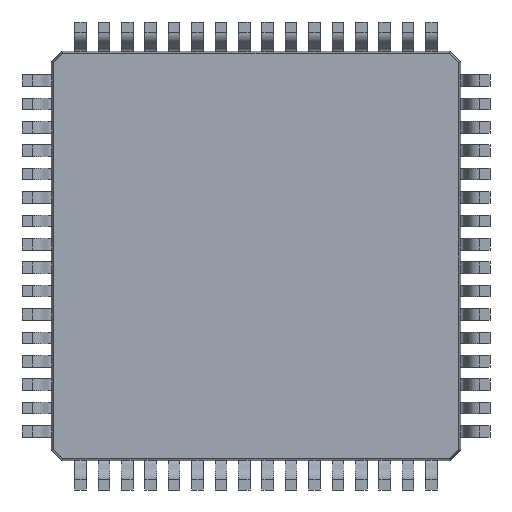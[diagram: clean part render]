
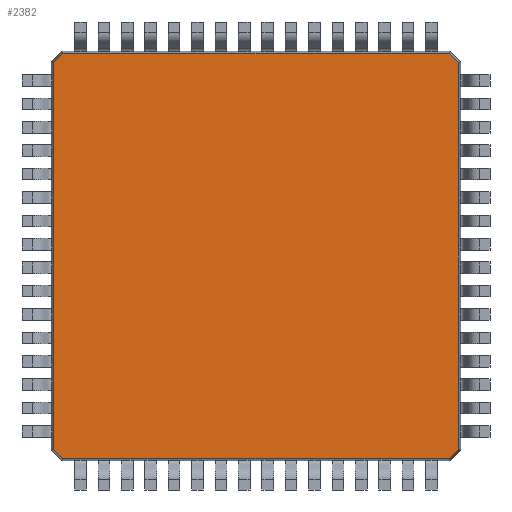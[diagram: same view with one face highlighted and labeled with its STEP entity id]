
A CAD part, front view. The second image highlights one B-rep face of the part: STEP entity #2382.
In plain terms, the highlighted planar face has unit normal (0, -1, 0).
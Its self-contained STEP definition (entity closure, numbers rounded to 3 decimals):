
#2327 = EDGE_CURVE ( 'NONE', #4283, #4468, #24660, .T. ) ;
#2335 = EDGE_CURVE ( 'NONE', #18698, #12150, #24642, .T. ) ;
#2382 = ADVANCED_FACE ( 'NONE', ( #24807 ), #24805, .T. ) ;
#2383 = EDGE_LOOP ( 'NONE', ( #2384, #2385, #2386, #2387, #2388, #2389, #2390, #2391 ) ) ;
#2384 = ORIENTED_EDGE ( 'NONE', *, *, #4282, .F. ) ;
#2385 = ORIENTED_EDGE ( 'NONE', *, *, #12095, .F. ) ;
#2386 = ORIENTED_EDGE ( 'NONE', *, *, #12152, .F. ) ;
#2387 = ORIENTED_EDGE ( 'NONE', *, *, #2335, .F. ) ;
#2388 = ORIENTED_EDGE ( 'NONE', *, *, #18697, .F. ) ;
#2389 = ORIENTED_EDGE ( 'NONE', *, *, #2396, .F. ) ;
#2390 = ORIENTED_EDGE ( 'NONE', *, *, #4470, .F. ) ;
#2391 = ORIENTED_EDGE ( 'NONE', *, *, #2327, .F. ) ;
#2396 = EDGE_CURVE ( 'NONE', #4471, #18724, #24797, .T. ) ;
#4280 = VERTEX_POINT ( 'NONE', #30116 ) ;
#4282 = EDGE_CURVE ( 'NONE', #4280, #4283, #30115, .T. ) ;
#4283 = VERTEX_POINT ( 'NONE', #30111 ) ;
#4468 = VERTEX_POINT ( 'NONE', #30426 ) ;
#4470 = EDGE_CURVE ( 'NONE', #4468, #4471, #30425, .T. ) ;
#4471 = VERTEX_POINT ( 'NONE', #30421 ) ;
#12093 = VERTEX_POINT ( 'NONE', #31164 ) ;
#12095 = EDGE_CURVE ( 'NONE', #12093, #4280, #31163, .T. ) ;
#12150 = VERTEX_POINT ( 'NONE', #31207 ) ;
#12152 = EDGE_CURVE ( 'NONE', #12150, #12093, #31206, .T. ) ;
#18697 = EDGE_CURVE ( 'NONE', #18724, #18698, #20102, .T. ) ;
#18698 = VERTEX_POINT ( 'NONE', #20098 ) ;
#18724 = VERTEX_POINT ( 'NONE', #20183 ) ;
#20098 = CARTESIAN_POINT ( 'NONE',  ( 6.912, 0.2, -6.603 ) ) ;
#20099 = DIRECTION ( 'NONE',  ( 0., 0., -1. ) ) ;
#20100 = VECTOR ( 'NONE', #20099, 1000. ) ;
#20101 = CARTESIAN_POINT ( 'NONE',  ( 6.912, 0.2, 6.64 ) ) ;
#20102 = LINE ( 'NONE', #20101, #20100 ) ;
#20183 = CARTESIAN_POINT ( 'NONE',  ( 6.912, 0.2, 6.603 ) ) ;
#24639 = DIRECTION ( 'NONE',  ( -0.707, 0., -0.707 ) ) ;
#24640 = VECTOR ( 'NONE', #24639, 1000. ) ;
#24641 = CARTESIAN_POINT ( 'NONE',  ( 6.578, 0.2, -6.938 ) ) ;
#24642 = LINE ( 'NONE', #24641, #24640 ) ;
#24657 = DIRECTION ( 'NONE',  ( 0.707, 0., 0.707 ) ) ;
#24658 = VECTOR ( 'NONE', #24657, 1000. ) ;
#24659 = CARTESIAN_POINT ( 'NONE',  ( -6.938, 0.2, 6.578 ) ) ;
#24660 = LINE ( 'NONE', #24659, #24658 ) ;
#24794 = DIRECTION ( 'NONE',  ( 0.707, 0., -0.707 ) ) ;
#24795 = VECTOR ( 'NONE', #24794, 1000. ) ;
#24796 = CARTESIAN_POINT ( 'NONE',  ( 6.578, 0.2, 6.938 ) ) ;
#24797 = LINE ( 'NONE', #24796, #24795 ) ;
#24801 = DIRECTION ( 'NONE',  ( 0., 0., -1. ) ) ;
#24802 = DIRECTION ( 'NONE',  ( 0., -1., 0. ) ) ;
#24803 = CARTESIAN_POINT ( 'NONE',  ( -7., 0.2, -7. ) ) ;
#24804 = AXIS2_PLACEMENT_3D ( 'NONE', #24803, #24802, #24801 ) ;
#24805 = PLANE ( 'NONE',  #24804 ) ;
#24807 = FACE_OUTER_BOUND ( 'NONE', #2383, .T. ) ;
#30111 = CARTESIAN_POINT ( 'NONE',  ( -6.912, 0.2, 6.603 ) ) ;
#30112 = DIRECTION ( 'NONE',  ( 0., 0., 1. ) ) ;
#30113 = VECTOR ( 'NONE', #30112, 1000. ) ;
#30114 = CARTESIAN_POINT ( 'NONE',  ( -6.912, 0.2, 6.64 ) ) ;
#30115 = LINE ( 'NONE', #30114, #30113 ) ;
#30116 = CARTESIAN_POINT ( 'NONE',  ( -6.912, 0.2, -6.603 ) ) ;
#30421 = CARTESIAN_POINT ( 'NONE',  ( 6.603, 0.2, 6.912 ) ) ;
#30422 = DIRECTION ( 'NONE',  ( 1., 0., 0. ) ) ;
#30423 = VECTOR ( 'NONE', #30422, 1000. ) ;
#30424 = CARTESIAN_POINT ( 'NONE',  ( -6.64, 0.2, 6.912 ) ) ;
#30425 = LINE ( 'NONE', #30424, #30423 ) ;
#30426 = CARTESIAN_POINT ( 'NONE',  ( -6.603, 0.2, 6.912 ) ) ;
#31160 = DIRECTION ( 'NONE',  ( -0.707, 0., 0.707 ) ) ;
#31161 = VECTOR ( 'NONE', #31160, 1000. ) ;
#31162 = CARTESIAN_POINT ( 'NONE',  ( -6.938, 0.2, -6.578 ) ) ;
#31163 = LINE ( 'NONE', #31162, #31161 ) ;
#31164 = CARTESIAN_POINT ( 'NONE',  ( -6.603, 0.2, -6.912 ) ) ;
#31203 = DIRECTION ( 'NONE',  ( -1., 0., 0. ) ) ;
#31204 = VECTOR ( 'NONE', #31203, 1000. ) ;
#31205 = CARTESIAN_POINT ( 'NONE',  ( -6.64, 0.2, -6.912 ) ) ;
#31206 = LINE ( 'NONE', #31205, #31204 ) ;
#31207 = CARTESIAN_POINT ( 'NONE',  ( 6.603, 0.2, -6.912 ) ) ;
